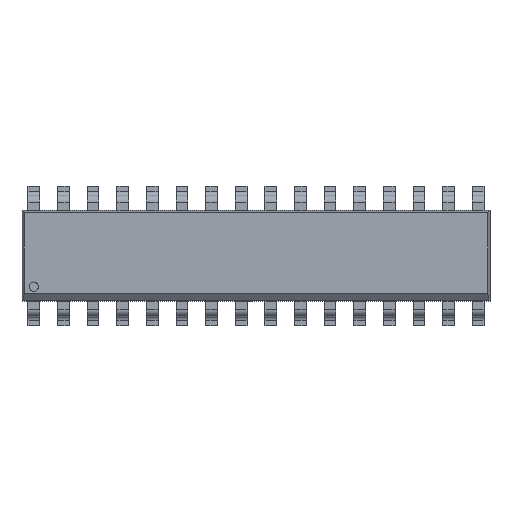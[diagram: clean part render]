
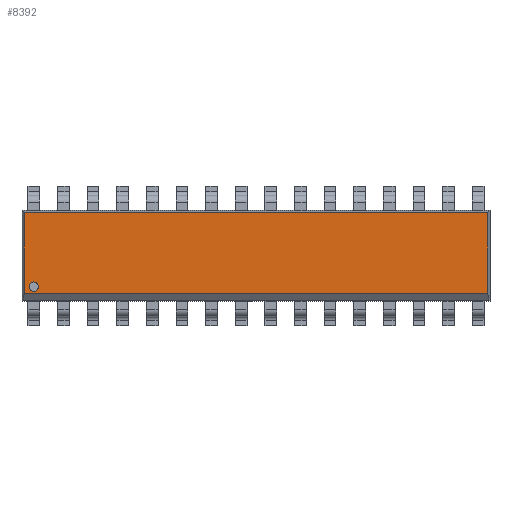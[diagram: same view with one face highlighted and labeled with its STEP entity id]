
A CAD part, top view. The second image highlights one B-rep face of the part: STEP entity #8392.
In plain terms, the highlighted planar face has unit normal (0, 0, 1).
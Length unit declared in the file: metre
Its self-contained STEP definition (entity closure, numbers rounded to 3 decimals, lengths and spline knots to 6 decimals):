
#471=CIRCLE('',#9525,0.0002);
#2793=ORIENTED_EDGE('',*,*,#4007,.T.);
#2794=ORIENTED_EDGE('',*,*,#4008,.T.);
#2795=ORIENTED_EDGE('',*,*,#4009,.T.);
#2796=ORIENTED_EDGE('',*,*,#4010,.T.);
#2797=ORIENTED_EDGE('',*,*,#4011,.T.);
#4007=EDGE_CURVE('',#4804,#4804,#471,.F.);
#4008=EDGE_CURVE('',#4805,#4806,#5724,.T.);
#4009=EDGE_CURVE('',#4806,#4807,#5725,.T.);
#4010=EDGE_CURVE('',#4807,#4808,#5726,.T.);
#4011=EDGE_CURVE('',#4808,#4805,#5727,.T.);
#4804=VERTEX_POINT('',#14405);
#4805=VERTEX_POINT('',#14407);
#4806=VERTEX_POINT('',#14408);
#4807=VERTEX_POINT('',#14410);
#4808=VERTEX_POINT('',#14412);
#5724=LINE('',#14406,#6651);
#5725=LINE('',#14409,#6652);
#5726=LINE('',#14411,#6653);
#5727=LINE('',#14413,#6654);
#6651=VECTOR('',#11933,1.);
#6652=VECTOR('',#11934,1.);
#6653=VECTOR('',#11935,1.);
#6654=VECTOR('',#11936,1.);
#7122=EDGE_LOOP('',(#2793));
#7123=EDGE_LOOP('',(#2794,#2795,#2796,#2797));
#7589=FACE_BOUND('',#7122,.T.);
#7590=FACE_BOUND('',#7123,.T.);
#7928=PLANE('',#9524);
#8392=ADVANCED_FACE('',(#7589,#7590),#7928,.T.);
#9524=AXIS2_PLACEMENT_3D('',#14403,#11929,#11930);
#9525=AXIS2_PLACEMENT_3D('',#14404,#11931,#11932);
#11929=DIRECTION('',(0.,0.,1.));
#11930=DIRECTION('',(1.,0.,0.));
#11931=DIRECTION('',(0.,0.,1.));
#11932=DIRECTION('',(1.,0.,0.));
#11933=DIRECTION('',(0.,-1.,0.));
#11934=DIRECTION('',(1.,0.,0.));
#11935=DIRECTION('',(0.,1.,0.));
#11936=DIRECTION('',(-1.,0.,0.));
#14403=CARTESIAN_POINT('',(0.,0.,0.00135));
#14404=CARTESIAN_POINT('',(-0.009525,-0.001315,0.00135));
#14405=CARTESIAN_POINT('',(-0.009325,-0.001315,0.00135));
#14406=CARTESIAN_POINT('',(-0.00993,-0.00195,0.00135));
#14407=CARTESIAN_POINT('',(-0.00993,0.00185,0.00135));
#14408=CARTESIAN_POINT('',(-0.00993,-0.0016,0.00135));
#14409=CARTESIAN_POINT('',(0.,-0.0016,0.00135));
#14410=CARTESIAN_POINT('',(0.00993,-0.0016,0.00135));
#14411=CARTESIAN_POINT('',(0.00993,0.,0.00135));
#14412=CARTESIAN_POINT('',(0.00993,0.00185,0.00135));
#14413=CARTESIAN_POINT('',(0.,0.00185,0.00135));
